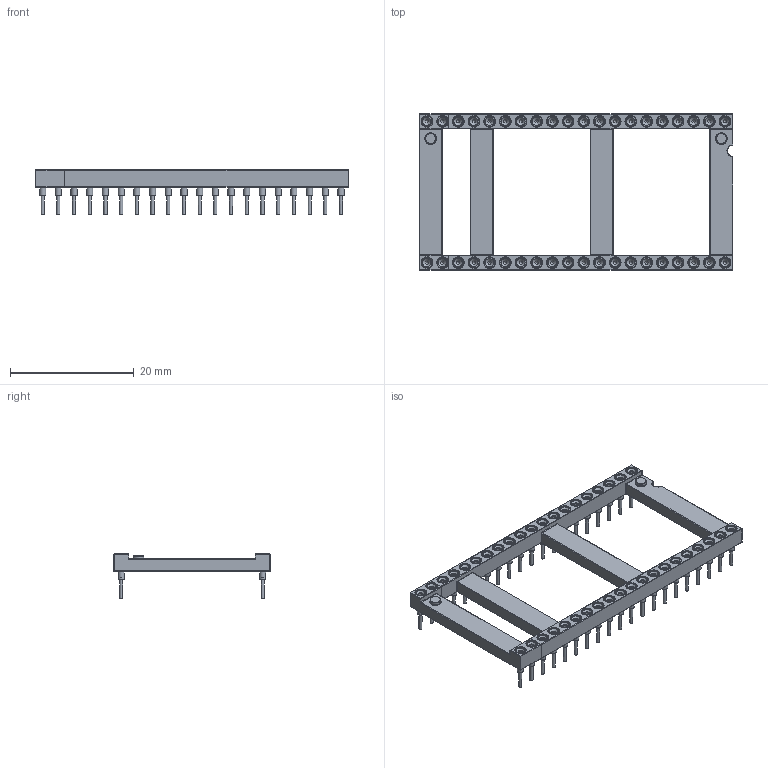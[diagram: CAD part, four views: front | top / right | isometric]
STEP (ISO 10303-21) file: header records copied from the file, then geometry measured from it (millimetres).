
FILE_DESCRIPTION(/* description */ ('STEP AP242','CAx-IF Rec.Pracs.---Representation and Presentation of Product Manufacturing Information (PMI)---4.0---2014-10-13','CAx-IF Rec.Pracs.---3D Tessellated Geometry---0.4---2014-09-14','2;1'),/* implementation_level */ '2;1');
FILE_NAME(/* name */ '633e6d875d923735a64f119b',/* time_stamp */ '2022-10-06T05:54:17+00:00',/* author */ (''),/* organization */ (''),/* preprocessor_version */ 'ST-DEVELOPER v18.102',/* originating_system */ ' ',/* authorisation */ ' ');
FILE_SCHEMA (('AP242_MANAGED_MODEL_BASED_3D_ENGINEERING_MIM_LF { 1 0 10303 442 1 1 4 }'));
Length unit declared in the file: metre
Products named in the file (42): Through-Hole-Pin; 110-xx-964-41-001000
Bounding box: 50.74 x 25.3 x 7.15 mm (x, y, z)
Volume: 1285.4 mm3; surface area: 3474.4 mm2
Topology: 42 solids, 42 shells, 1078 faces, 2376 edges, 1404 vertices
Faces by surface type: torus 474, cylinder 275, cone 160, plane 153, sphere 16
Full cylindrical faces by diameter (mm): 0.51 x40, 0.6 x40, 1 x80, 1.75 x42
Entity records: 25579 total; most frequent: DIRECTION 4538, CARTESIAN_POINT 3990, ORIENTED_EDGE 2620, AXIS2_PLACEMENT_3D 2188, FACE_BOUND 2086, EDGE_LOOP 2006, EDGE_CURVE 1310, VERTEX_POINT 1240
